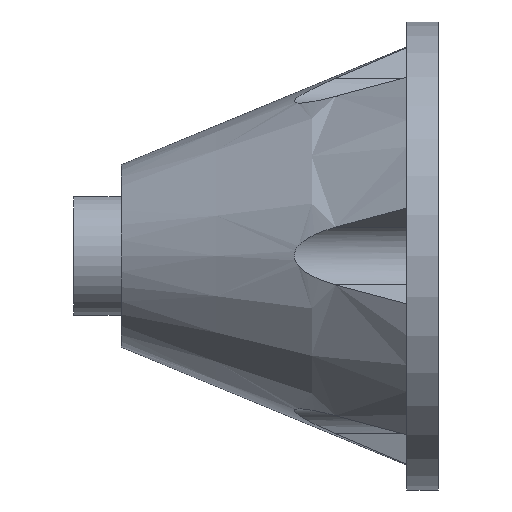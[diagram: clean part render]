
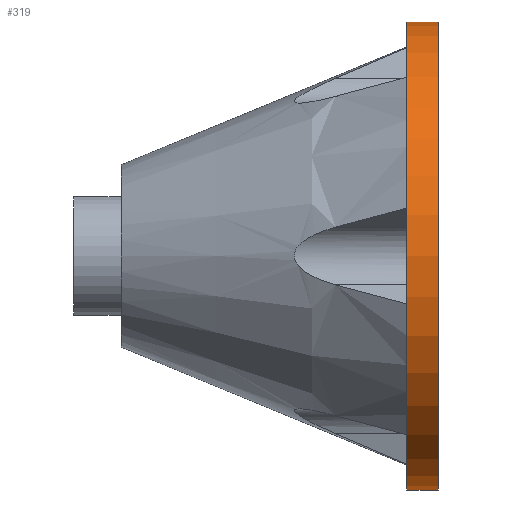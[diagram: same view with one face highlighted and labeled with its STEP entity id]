
A CAD part, left-side view. The second image highlights one B-rep face of the part: STEP entity #319.
In plain terms, the highlighted cylindrical face has radius 59 mm (diameter 118 mm), a partial arc.
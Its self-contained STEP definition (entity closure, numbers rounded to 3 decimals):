
#65 = DIRECTION ( 'NONE',  ( 0., -1., 0. ) ) ;
#196 = LINE ( 'NONE', #3776, #2362 ) ;
#231 = DIRECTION ( 'NONE',  ( 0., -1., 0. ) ) ;
#259 = DIRECTION ( 'NONE',  ( 0., -1., 0. ) ) ;
#317 = DIRECTION ( 'NONE',  ( 0., 0., -1. ) ) ;
#319 = ADVANCED_FACE ( 'NONE', ( #1184 ), #2953, .T. ) ;
#374 = VECTOR ( 'NONE', #1991, 1000. ) ;
#522 = VERTEX_POINT ( 'NONE', #2494 ) ;
#820 = CARTESIAN_POINT ( 'NONE',  ( 0., 8., -59. ) ) ;
#997 = CARTESIAN_POINT ( 'NONE',  ( 0., 0., 59. ) ) ;
#1085 = EDGE_CURVE ( 'NONE', #1236, #3697, #196, .T. ) ;
#1091 = AXIS2_PLACEMENT_3D ( 'NONE', #3026, #1879, #317 ) ;
#1160 = ORIENTED_EDGE ( 'NONE', *, *, #1085, .T. ) ;
#1184 = FACE_OUTER_BOUND ( 'NONE', #1266, .T. ) ;
#1236 = VERTEX_POINT ( 'NONE', #820 ) ;
#1266 = EDGE_LOOP ( 'NONE', ( #2910, #3722, #1160, #2762 ) ) ;
#1344 = AXIS2_PLACEMENT_3D ( 'NONE', #3295, #65, #3007 ) ;
#1386 = LINE ( 'NONE', #997, #374 ) ;
#1639 = VERTEX_POINT ( 'NONE', #2104 ) ;
#1879 = DIRECTION ( 'NONE',  ( 0., -1., 0. ) ) ;
#1991 = DIRECTION ( 'NONE',  ( 0., -1., 0. ) ) ;
#2104 = CARTESIAN_POINT ( 'NONE',  ( 0., 0., 59. ) ) ;
#2130 = CARTESIAN_POINT ( 'NONE',  ( 0., 0., 0. ) ) ;
#2362 = VECTOR ( 'NONE', #231, 1000. ) ;
#2494 = CARTESIAN_POINT ( 'NONE',  ( 0., 8., 59. ) ) ;
#2729 = AXIS2_PLACEMENT_3D ( 'NONE', #2130, #259, #3316 ) ;
#2742 = EDGE_CURVE ( 'NONE', #522, #1639, #1386, .T. ) ;
#2762 = ORIENTED_EDGE ( 'NONE', *, *, #2879, .F. ) ;
#2879 = EDGE_CURVE ( 'NONE', #1639, #3697, #3029, .T. ) ;
#2910 = ORIENTED_EDGE ( 'NONE', *, *, #2742, .F. ) ;
#2953 = CYLINDRICAL_SURFACE ( 'NONE', #2729, 59. ) ;
#2975 = CIRCLE ( 'NONE', #1091, 59. ) ;
#3007 = DIRECTION ( 'NONE',  ( 0., 0., -1. ) ) ;
#3026 = CARTESIAN_POINT ( 'NONE',  ( 0., 8., 0. ) ) ;
#3029 = CIRCLE ( 'NONE', #1344, 59. ) ;
#3295 = CARTESIAN_POINT ( 'NONE',  ( 0., 0., 0. ) ) ;
#3299 = CARTESIAN_POINT ( 'NONE',  ( 0., 0., -59. ) ) ;
#3316 = DIRECTION ( 'NONE',  ( 0., 0., -1. ) ) ;
#3619 = EDGE_CURVE ( 'NONE', #522, #1236, #2975, .T. ) ;
#3697 = VERTEX_POINT ( 'NONE', #3299 ) ;
#3722 = ORIENTED_EDGE ( 'NONE', *, *, #3619, .T. ) ;
#3776 = CARTESIAN_POINT ( 'NONE',  ( 0., 0., -59. ) ) ;
